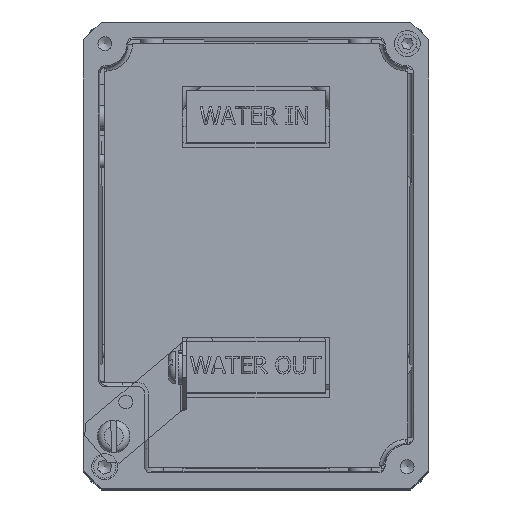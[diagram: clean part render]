
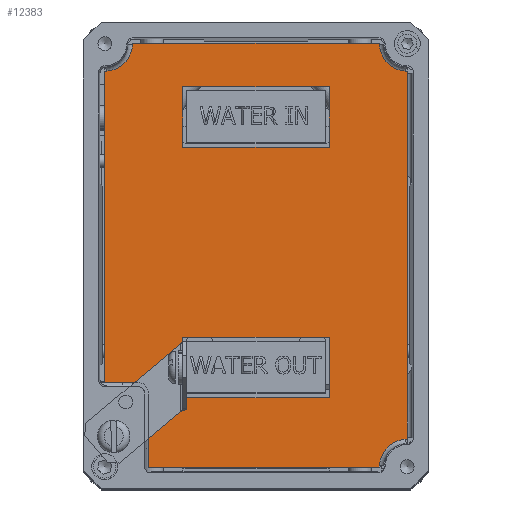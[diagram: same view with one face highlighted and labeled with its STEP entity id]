
A CAD part, top view. The second image highlights one B-rep face of the part: STEP entity #12383.
In plain terms, the highlighted planar face has unit normal (0, 0, 1).
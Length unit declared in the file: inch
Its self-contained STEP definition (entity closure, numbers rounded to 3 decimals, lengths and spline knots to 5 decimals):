
#1447=LINE('',#21116,#2608);
#1448=LINE('',#21120,#2609);
#1449=LINE('',#21124,#2610);
#1450=LINE('',#21126,#2611);
#1451=LINE('',#21130,#2612);
#1452=LINE('',#21131,#2613);
#1453=LINE('',#21134,#2614);
#1454=LINE('',#21136,#2615);
#1455=LINE('',#21138,#2616);
#1456=LINE('',#21139,#2617);
#1457=LINE('',#21142,#2618);
#1458=LINE('',#21144,#2619);
#1459=LINE('',#21146,#2620);
#1460=LINE('',#21147,#2621);
#2608=VECTOR('',#15831,5.3225);
#2609=VECTOR('',#15834,3.572);
#2610=VECTOR('',#15837,4.5037);
#2611=VECTOR('',#15838,0.48208);
#2612=VECTOR('',#15841,1.07255);
#2613=VECTOR('',#15842,3.34367);
#2614=VECTOR('',#15843,0.875);
#2615=VECTOR('',#15844,2.125);
#2616=VECTOR('',#15845,0.875);
#2617=VECTOR('',#15846,2.125);
#2618=VECTOR('',#15847,0.875);
#2619=VECTOR('',#15848,2.125);
#2620=VECTOR('',#15849,0.875);
#2621=VECTOR('',#15850,2.125);
#2919=PLANE('',#13256);
#3188=FACE_BOUND('',#4171,.T.);
#3189=FACE_BOUND('',#4172,.T.);
#3586=FACE_OUTER_BOUND('',#4170,.T.);
#4170=EDGE_LOOP('',(#11068,#11069,#11070,#11071,#11072,#11073,#11074,#11075,
#11076,#11077));
#4171=EDGE_LOOP('',(#11078,#11079,#11080,#11081));
#4172=EDGE_LOOP('',(#11082,#11083,#11084,#11085));
#4698=CIRCLE('',#13257,0.40625);
#4699=CIRCLE('',#13258,0.40625);
#4700=CIRCLE('',#13259,0.40625);
#4701=CIRCLE('',#13260,0.1525);
#6430=VERTEX_POINT('',#21112);
#6431=VERTEX_POINT('',#21113);
#6432=VERTEX_POINT('',#21115);
#6433=VERTEX_POINT('',#21117);
#6434=VERTEX_POINT('',#21119);
#6435=VERTEX_POINT('',#21121);
#6436=VERTEX_POINT('',#21123);
#6437=VERTEX_POINT('',#21125);
#6438=VERTEX_POINT('',#21127);
#6439=VERTEX_POINT('',#21129);
#6440=VERTEX_POINT('',#21132);
#6441=VERTEX_POINT('',#21133);
#6442=VERTEX_POINT('',#21135);
#6443=VERTEX_POINT('',#21137);
#6444=VERTEX_POINT('',#21140);
#6445=VERTEX_POINT('',#21141);
#6446=VERTEX_POINT('',#21143);
#6447=VERTEX_POINT('',#21145);
#8546=EDGE_CURVE('',#6430,#6431,#4698,.T.);
#8547=EDGE_CURVE('',#6432,#6430,#1447,.T.);
#8548=EDGE_CURVE('',#6433,#6432,#4699,.T.);
#8549=EDGE_CURVE('',#6434,#6433,#1448,.T.);
#8550=EDGE_CURVE('',#6435,#6434,#4700,.T.);
#8551=EDGE_CURVE('',#6436,#6435,#1449,.T.);
#8552=EDGE_CURVE('',#6437,#6436,#1450,.T.);
#8553=EDGE_CURVE('',#6438,#6437,#4701,.T.);
#8554=EDGE_CURVE('',#6439,#6438,#1451,.T.);
#8555=EDGE_CURVE('',#6431,#6439,#1452,.T.);
#8556=EDGE_CURVE('',#6440,#6441,#1453,.T.);
#8557=EDGE_CURVE('',#6441,#6442,#1454,.T.);
#8558=EDGE_CURVE('',#6442,#6443,#1455,.T.);
#8559=EDGE_CURVE('',#6443,#6440,#1456,.T.);
#8560=EDGE_CURVE('',#6444,#6445,#1457,.T.);
#8561=EDGE_CURVE('',#6445,#6446,#1458,.T.);
#8562=EDGE_CURVE('',#6446,#6447,#1459,.T.);
#8563=EDGE_CURVE('',#6447,#6444,#1460,.T.);
#11068=ORIENTED_EDGE('',*,*,#8546,.F.);
#11069=ORIENTED_EDGE('',*,*,#8547,.F.);
#11070=ORIENTED_EDGE('',*,*,#8548,.F.);
#11071=ORIENTED_EDGE('',*,*,#8549,.F.);
#11072=ORIENTED_EDGE('',*,*,#8550,.F.);
#11073=ORIENTED_EDGE('',*,*,#8551,.F.);
#11074=ORIENTED_EDGE('',*,*,#8552,.F.);
#11075=ORIENTED_EDGE('',*,*,#8553,.F.);
#11076=ORIENTED_EDGE('',*,*,#8554,.F.);
#11077=ORIENTED_EDGE('',*,*,#8555,.F.);
#11078=ORIENTED_EDGE('',*,*,#8556,.T.);
#11079=ORIENTED_EDGE('',*,*,#8557,.T.);
#11080=ORIENTED_EDGE('',*,*,#8558,.T.);
#11081=ORIENTED_EDGE('',*,*,#8559,.T.);
#11082=ORIENTED_EDGE('',*,*,#8560,.T.);
#11083=ORIENTED_EDGE('',*,*,#8561,.T.);
#11084=ORIENTED_EDGE('',*,*,#8562,.T.);
#11085=ORIENTED_EDGE('',*,*,#8563,.T.);
#12383=ADVANCED_FACE('',(#3586,#3188,#3189),#2919,.T.);
#13256=AXIS2_PLACEMENT_3D('',#21111,#15827,#15828);
#13257=AXIS2_PLACEMENT_3D('',#21114,#15829,#15830);
#13258=AXIS2_PLACEMENT_3D('',#21118,#15832,#15833);
#13259=AXIS2_PLACEMENT_3D('',#21122,#15835,#15836);
#13260=AXIS2_PLACEMENT_3D('',#21128,#15839,#15840);
#15827=DIRECTION('center_axis',(0.,0.,1.));
#15828=DIRECTION('ref_axis',(1.,0.,0.));
#15829=DIRECTION('center_axis',(0.,0.,1.));
#15830=DIRECTION('ref_axis',(0.,1.,0.));
#15831=DIRECTION('',(0.,-1.,0.));
#15832=DIRECTION('center_axis',(0.,0.,1.));
#15833=DIRECTION('ref_axis',(-1.,0.,0.));
#15834=DIRECTION('',(1.,0.,0.));
#15835=DIRECTION('center_axis',(0.,0.,1.));
#15836=DIRECTION('ref_axis',(0.,-1.,0.));
#15837=DIRECTION('',(0.,1.,0.));
#15838=DIRECTION('',(-1.,0.,0.));
#15839=DIRECTION('center_axis',(0.,0.,1.));
#15840=DIRECTION('ref_axis',(1.,0.,0.));
#15841=DIRECTION('',(0.,1.,0.));
#15842=DIRECTION('',(-1.,0.,0.));
#15843=DIRECTION('',(0.,-1.,0.));
#15844=DIRECTION('',(-1.,0.,0.));
#15845=DIRECTION('',(0.,1.,0.));
#15846=DIRECTION('',(1.,0.,0.));
#15847=DIRECTION('',(0.,-1.,0.));
#15848=DIRECTION('',(-1.,0.,0.));
#15849=DIRECTION('',(0.,1.,0.));
#15850=DIRECTION('',(1.,0.,0.));
#21111=CARTESIAN_POINT('Origin',(0.02034,0.01379,5.4485));
#21112=CARTESIAN_POINT('',(2.19225,-2.66125,5.4485));
#21113=CARTESIAN_POINT('',(1.786,-3.0675,5.4485));
#21114=CARTESIAN_POINT('Origin',(2.19225,-3.0675,5.4485));
#21115=CARTESIAN_POINT('',(2.19225,2.66125,5.4485));
#21116=CARTESIAN_POINT('',(2.19225,2.66125,5.4485));
#21117=CARTESIAN_POINT('',(1.786,3.0675,5.4485));
#21118=CARTESIAN_POINT('Origin',(2.19225,3.0675,5.4485));
#21119=CARTESIAN_POINT('',(-1.786,3.0675,5.4485));
#21120=CARTESIAN_POINT('',(-1.786,3.0675,5.4485));
#21121=CARTESIAN_POINT('',(-2.19225,2.66125,5.4485));
#21122=CARTESIAN_POINT('Origin',(-2.19225,3.0675,5.4485));
#21123=CARTESIAN_POINT('',(-2.19225,-1.84245,5.4485));
#21124=CARTESIAN_POINT('',(-2.19225,-1.84245,5.4485));
#21125=CARTESIAN_POINT('',(-1.71017,-1.84245,5.4485));
#21126=CARTESIAN_POINT('',(-1.71017,-1.84245,5.4485));
#21127=CARTESIAN_POINT('',(-1.55767,-1.99495,5.4485));
#21128=CARTESIAN_POINT('Origin',(-1.71017,-1.99495,5.4485));
#21129=CARTESIAN_POINT('',(-1.55767,-3.0675,5.4485));
#21130=CARTESIAN_POINT('',(-1.55767,-3.0675,5.4485));
#21131=CARTESIAN_POINT('',(1.786,-3.0675,5.4485));
#21132=CARTESIAN_POINT('',(1.0625,-1.1875,5.4485));
#21133=CARTESIAN_POINT('',(1.0625,-2.0625,5.4485));
#21134=CARTESIAN_POINT('',(1.0625,-0.58686,5.4485));
#21135=CARTESIAN_POINT('',(-1.0625,-2.0625,5.4485));
#21136=CARTESIAN_POINT('',(0.54142,-2.0625,5.4485));
#21137=CARTESIAN_POINT('',(-1.0625,-1.1875,5.4485));
#21138=CARTESIAN_POINT('',(-1.0625,-1.02436,5.4485));
#21139=CARTESIAN_POINT('',(-0.52108,-1.1875,5.4485));
#21140=CARTESIAN_POINT('',(1.0625,2.4375,5.4485));
#21141=CARTESIAN_POINT('',(1.0625,1.5625,5.4485));
#21142=CARTESIAN_POINT('',(1.0625,1.22564,5.4485));
#21143=CARTESIAN_POINT('',(-1.0625,1.5625,5.4485));
#21144=CARTESIAN_POINT('',(0.54142,1.5625,5.4485));
#21145=CARTESIAN_POINT('',(-1.0625,2.4375,5.4485));
#21146=CARTESIAN_POINT('',(-1.0625,0.78814,5.4485));
#21147=CARTESIAN_POINT('',(-0.52108,2.4375,5.4485));
